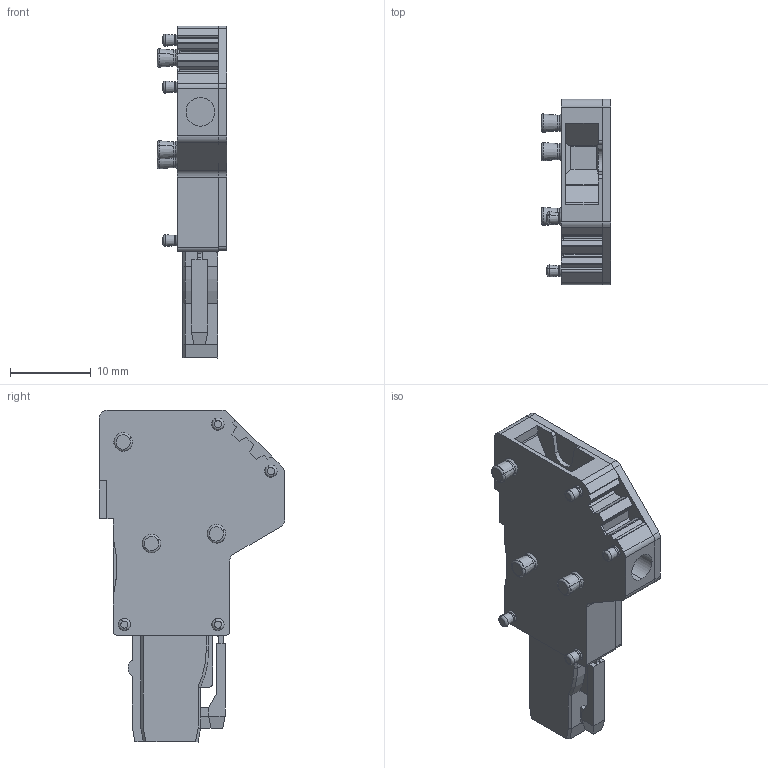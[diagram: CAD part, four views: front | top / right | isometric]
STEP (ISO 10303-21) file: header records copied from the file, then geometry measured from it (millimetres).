
FILE_DESCRIPTION(('CATIA V5 STEP Exchange','CAx-IF Rec.Pracs.--- Model Styling and Organization---1.4--- 2014-01-23'),'2;1');
FILE_NAME ('090180-2_0', '2021-06-04T04:29:33+00:00', ('none'), ('Weidmueller'), 'CATIA Version 5-6 Release 2016 SP3 HF44', 'CATIA V5 STEP AP214', 'none');
FILE_SCHEMA(('AUTOMOTIVE_DESIGN { 1 0 10303 214 1 1 1 1 }'));
Length unit declared in the file: millimetre
Products named in the file (1): WP2.5 1AN ZA_AllCATPart
Bounding box: 8.57 x 22.9 x 41 mm (x, y, z)
Volume: 3196 mm3; surface area: 3519.9 mm2
Topology: 2 solids, 2 shells, 275 faces, 734 edges, 472 vertices
Faces by surface type: plane 159, cylinder 73, cone 29, torus 14
Entity records: 8122 total; most frequent: ORIENTED_EDGE 1468, CARTESIAN_POINT 1456, DIRECTION 1186, EDGE_CURVE 734, VECTOR 528, LINE 528, VERTEX_POINT 472, AXIS2_PLACEMENT_3D 428
